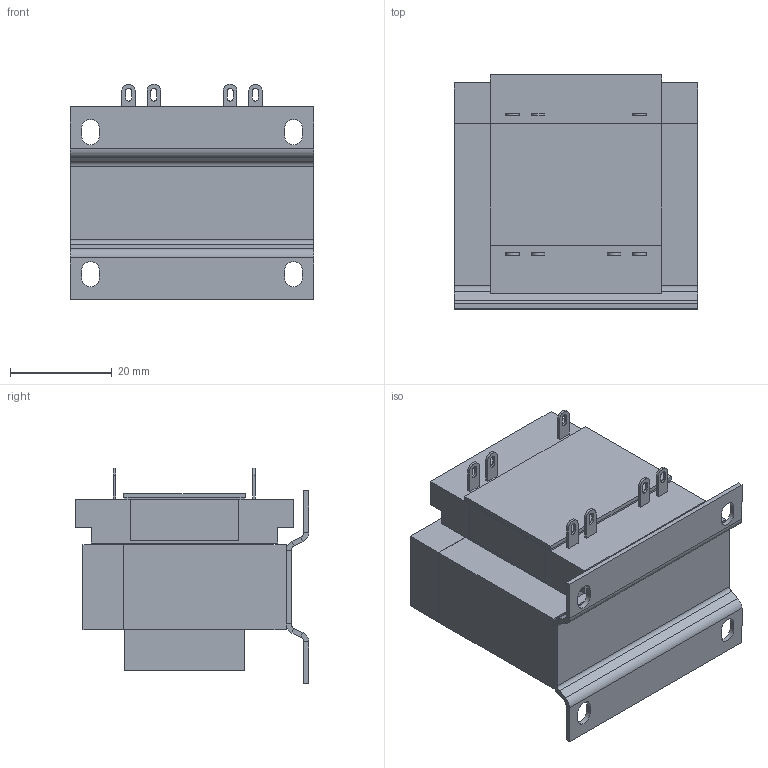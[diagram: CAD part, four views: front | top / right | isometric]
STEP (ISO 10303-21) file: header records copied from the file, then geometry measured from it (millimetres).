
FILE_DESCRIPTION (( 'STEP AP214' ), '1' );
FILE_NAME ('867561.STEP', '2024-04-11T05:04:16', ( '' ), ( '' ), 'SwSTEP 2.0', 'SolidWorks 2022', '' );
FILE_SCHEMA (( 'AUTOMOTIVE_DESIGN' ));
Length unit declared in the file: millimetre
Products named in the file (1): 867561
Bounding box: 48 x 46.05 x 42.4 mm (x, y, z)
Volume: 53107.2 mm3; surface area: 16158.1 mm2
Topology: 1 solids, 1 shells, 192 faces, 492 edges, 308 vertices
Faces by surface type: plane 137, cylinder 55
Entity records: 6043 total; most frequent: CARTESIAN_POINT 993, DIRECTION 988, ORIENTED_EDGE 984, EDGE_CURVE 492, LINE 382, VECTOR 382, VERTEX_POINT 308, AXIS2_PLACEMENT_3D 303
